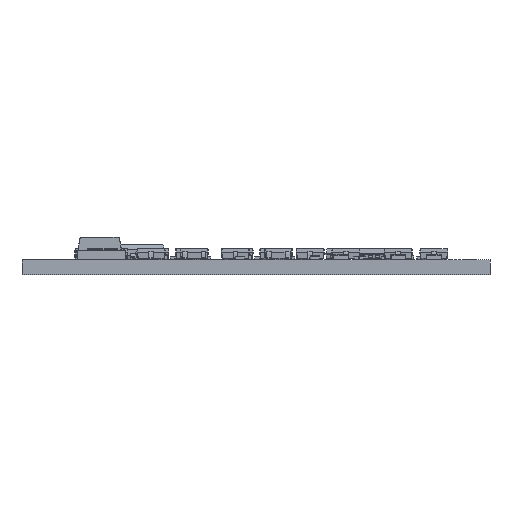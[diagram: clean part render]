
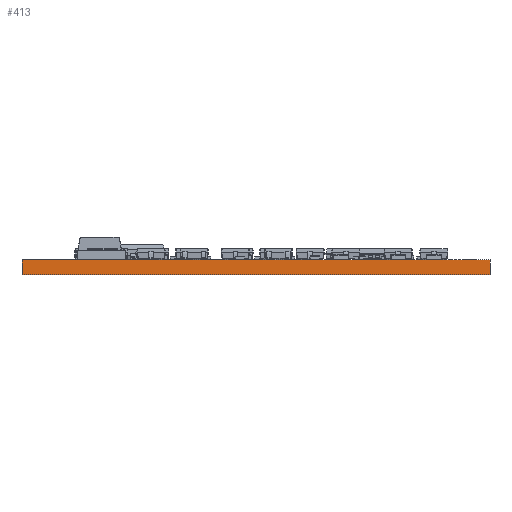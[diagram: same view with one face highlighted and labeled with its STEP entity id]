
A CAD part, left-side view. The second image highlights one B-rep face of the part: STEP entity #413.
In plain terms, the highlighted planar face has unit normal (-1, 0, 0).
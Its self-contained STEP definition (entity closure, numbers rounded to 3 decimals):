
#413 = ADVANCED_FACE('',(#414),#448,.T.);
#414 = FACE_BOUND('',#415,.T.);
#415 = EDGE_LOOP('',(#416,#426,#434,#442));
#416 = ORIENTED_EDGE('',*,*,#417,.T.);
#417 = EDGE_CURVE('',#418,#420,#422,.T.);
#418 = VERTEX_POINT('',#419);
#419 = CARTESIAN_POINT('',(0.,0.,0.));
#420 = VERTEX_POINT('',#421);
#421 = CARTESIAN_POINT('',(0.,0.,1.6));
#422 = LINE('',#423,#424);
#423 = CARTESIAN_POINT('',(0.,0.,0.));
#424 = VECTOR('',#425,1.);
#425 = DIRECTION('',(0.,0.,1.));
#426 = ORIENTED_EDGE('',*,*,#427,.T.);
#427 = EDGE_CURVE('',#420,#428,#430,.T.);
#428 = VERTEX_POINT('',#429);
#429 = CARTESIAN_POINT('',(0.,50.,1.6));
#430 = LINE('',#431,#432);
#431 = CARTESIAN_POINT('',(0.,0.,1.6));
#432 = VECTOR('',#433,1.);
#433 = DIRECTION('',(0.,1.,0.));
#434 = ORIENTED_EDGE('',*,*,#435,.F.);
#435 = EDGE_CURVE('',#436,#428,#438,.T.);
#436 = VERTEX_POINT('',#437);
#437 = CARTESIAN_POINT('',(0.,50.,0.));
#438 = LINE('',#439,#440);
#439 = CARTESIAN_POINT('',(0.,50.,0.));
#440 = VECTOR('',#441,1.);
#441 = DIRECTION('',(0.,0.,1.));
#442 = ORIENTED_EDGE('',*,*,#443,.F.);
#443 = EDGE_CURVE('',#418,#436,#444,.T.);
#444 = LINE('',#445,#446);
#445 = CARTESIAN_POINT('',(0.,0.,0.));
#446 = VECTOR('',#447,1.);
#447 = DIRECTION('',(0.,1.,0.));
#448 = PLANE('',#449);
#449 = AXIS2_PLACEMENT_3D('',#450,#451,#452);
#450 = CARTESIAN_POINT('',(0.,0.,0.));
#451 = DIRECTION('',(-1.,0.,0.));
#452 = DIRECTION('',(0.,1.,0.));
